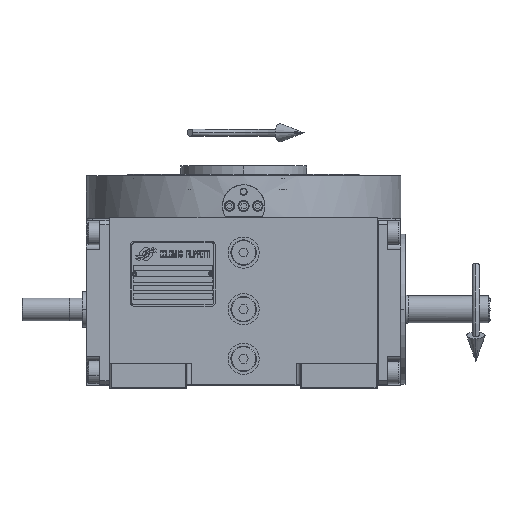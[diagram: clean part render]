
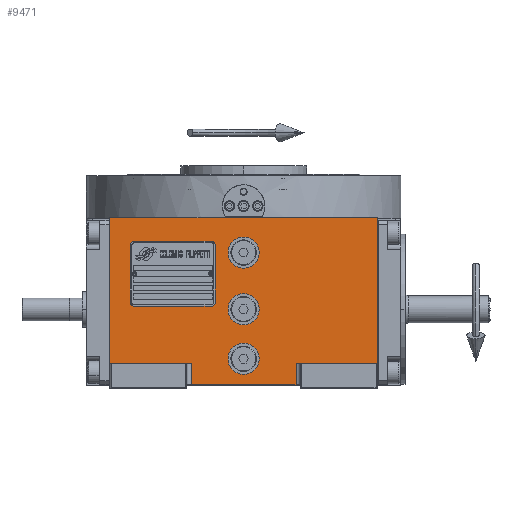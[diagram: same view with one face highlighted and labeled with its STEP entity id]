
A CAD part, top view. The second image highlights one B-rep face of the part: STEP entity #9471.
In plain terms, the highlighted planar face has unit normal (0, 0, 1).
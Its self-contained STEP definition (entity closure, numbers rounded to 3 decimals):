
#366 = VECTOR ( 'NONE', #1617, 1000. ) ;
#912 = AXIS2_PLACEMENT_3D ( 'NONE', #62476, #9011, #30422 ) ;
#1040 = VERTEX_POINT ( 'NONE', #14474 ) ;
#1617 = DIRECTION ( 'NONE',  ( 1., 0., 0. ) ) ;
#2176 = ORIENTED_EDGE ( 'NONE', *, *, #59594, .F. ) ;
#3043 = VERTEX_POINT ( 'NONE', #6615 ) ;
#3471 = EDGE_LOOP ( 'NONE', ( #2176, #63264 ) ) ;
#3533 = DIRECTION ( 'NONE',  ( 0., -1., 0. ) ) ;
#4482 = VECTOR ( 'NONE', #3533, 1000. ) ;
#5332 = EDGE_CURVE ( 'NONE', #9308, #67769, #39079, .T. ) ;
#6008 = DIRECTION ( 'NONE',  ( 0., 0., 1. ) ) ;
#6124 = FACE_BOUND ( 'NONE', #24945, .T. ) ;
#6520 = LINE ( 'NONE', #49419, #64514 ) ;
#6615 = CARTESIAN_POINT ( 'NONE',  ( 37., -38.5, 163.5 ) ) ;
#6711 = ORIENTED_EDGE ( 'NONE', *, *, #53663, .F. ) ;
#7172 = CARTESIAN_POINT ( 'NONE',  ( 0., 0., 163.5 ) ) ;
#8108 = ORIENTED_EDGE ( 'NONE', *, *, #66147, .F. ) ;
#8185 = ORIENTED_EDGE ( 'NONE', *, *, #26656, .F. ) ;
#8672 = EDGE_LOOP ( 'NONE', ( #54780, #8108, #32382, #60511, #24442, #8185, #55717, #48393 ) ) ;
#9011 = DIRECTION ( 'NONE',  ( 0., 0., 1. ) ) ;
#9308 = VERTEX_POINT ( 'NONE', #9978 ) ;
#9471 = ADVANCED_FACE ( 'NONE', ( #6124, #42670, #38060, #53921 ), #44094, .T. ) ;
#9678 = EDGE_CURVE ( 'NONE', #64071, #1040, #40735, .T. ) ;
#9978 = CARTESIAN_POINT ( 'NONE',  ( 11., -35., 163.5 ) ) ;
#10903 = CARTESIAN_POINT ( 'NONE',  ( 0., 0., 163.5 ) ) ;
#11425 = LINE ( 'NONE', #22649, #366 ) ;
#11634 = CARTESIAN_POINT ( 'NONE',  ( 0., 40., 163.5 ) ) ;
#12193 = EDGE_LOOP ( 'NONE', ( #53390, #6711 ) ) ;
#12201 = CARTESIAN_POINT ( 'NONE',  ( -37., -53.5, 163.5 ) ) ;
#12730 = CARTESIAN_POINT ( 'NONE',  ( 94.5, 64.5, 163.5 ) ) ;
#12769 = CIRCLE ( 'NONE', #19492, 11. ) ;
#14474 = CARTESIAN_POINT ( 'NONE',  ( 11., 0., 163.5 ) ) ;
#15781 = VERTEX_POINT ( 'NONE', #51221 ) ;
#15873 = CIRCLE ( 'NONE', #57443, 11. ) ;
#16450 = DIRECTION ( 'NONE',  ( -1., 0., 0. ) ) ;
#17156 = DIRECTION ( 'NONE',  ( 0., 0., 1. ) ) ;
#17604 = DIRECTION ( 'NONE',  ( 0., 0., 1. ) ) ;
#17734 = CARTESIAN_POINT ( 'NONE',  ( -37., -38.5, 163.5 ) ) ;
#19492 = AXIS2_PLACEMENT_3D ( 'NONE', #24304, #61966, #66919 ) ;
#19578 = VERTEX_POINT ( 'NONE', #12730 ) ;
#21572 = DIRECTION ( 'NONE',  ( 0., 0., 1. ) ) ;
#22449 = DIRECTION ( 'NONE',  ( 0., 1., 0. ) ) ;
#22649 = CARTESIAN_POINT ( 'NONE',  ( -94.5, 64.5, 163.5 ) ) ;
#24304 = CARTESIAN_POINT ( 'NONE',  ( 0., -35., 163.5 ) ) ;
#24442 = ORIENTED_EDGE ( 'NONE', *, *, #28732, .F. ) ;
#24782 = LINE ( 'NONE', #67395, #31971 ) ;
#24945 = EDGE_LOOP ( 'NONE', ( #60027, #50094 ) ) ;
#24989 = AXIS2_PLACEMENT_3D ( 'NONE', #7172, #50401, #28575 ) ;
#25447 = DIRECTION ( 'NONE',  ( 0., 1., 0. ) ) ;
#26095 = LINE ( 'NONE', #53868, #27901 ) ;
#26656 = EDGE_CURVE ( 'NONE', #40304, #52621, #44303, .T. ) ;
#26678 = AXIS2_PLACEMENT_3D ( 'NONE', #11634, #17604, #48931 ) ;
#27901 = VECTOR ( 'NONE', #63752, 1000. ) ;
#28575 = DIRECTION ( 'NONE',  ( -1., 0., 0. ) ) ;
#28732 = EDGE_CURVE ( 'NONE', #52621, #19578, #11425, .T. ) ;
#28831 = LINE ( 'NONE', #29880, #36809 ) ;
#29880 = CARTESIAN_POINT ( 'NONE',  ( -94.5, -38.5, 163.5 ) ) ;
#30027 = CARTESIAN_POINT ( 'NONE',  ( -37., -53.5, 163.5 ) ) ;
#30422 = DIRECTION ( 'NONE',  ( 1., 0., 0. ) ) ;
#31971 = VECTOR ( 'NONE', #61412, 1000. ) ;
#32382 = ORIENTED_EDGE ( 'NONE', *, *, #36305, .T. ) ;
#32740 = EDGE_CURVE ( 'NONE', #60308, #65650, #24782, .T. ) ;
#33100 = CARTESIAN_POINT ( 'NONE',  ( -11., 40., 163.5 ) ) ;
#33538 = EDGE_CURVE ( 'NONE', #40304, #42730, #28831, .T. ) ;
#34125 = DIRECTION ( 'NONE',  ( 1., 0., 0. ) ) ;
#36305 = EDGE_CURVE ( 'NONE', #3043, #39831, #26095, .T. ) ;
#36321 = CARTESIAN_POINT ( 'NONE',  ( -11., 0., 163.5 ) ) ;
#36517 = VERTEX_POINT ( 'NONE', #33100 ) ;
#36809 = VECTOR ( 'NONE', #34125, 1000. ) ;
#38060 = FACE_BOUND ( 'NONE', #3471, .T. ) ;
#38204 = DIRECTION ( 'NONE',  ( 0., 1., 0. ) ) ;
#38297 = DIRECTION ( 'NONE',  ( 1., 0., 0. ) ) ;
#39079 = CIRCLE ( 'NONE', #912, 11. ) ;
#39831 = VERTEX_POINT ( 'NONE', #65914 ) ;
#40304 = VERTEX_POINT ( 'NONE', #60184 ) ;
#40707 = CARTESIAN_POINT ( 'NONE',  ( -11., -35., 163.5 ) ) ;
#40735 = CIRCLE ( 'NONE', #24989, 11. ) ;
#41681 = AXIS2_PLACEMENT_3D ( 'NONE', #10903, #6008, #38297 ) ;
#42482 = LINE ( 'NONE', #51683, #4482 ) ;
#42670 = FACE_BOUND ( 'NONE', #12193, .T. ) ;
#42730 = VERTEX_POINT ( 'NONE', #17734 ) ;
#42983 = AXIS2_PLACEMENT_3D ( 'NONE', #69436, #21572, #64141 ) ;
#44028 = EDGE_CURVE ( 'NONE', #39831, #19578, #6520, .T. ) ;
#44094 = PLANE ( 'NONE',  #42983 ) ;
#44303 = LINE ( 'NONE', #60445, #47088 ) ;
#46978 = CIRCLE ( 'NONE', #26678, 11. ) ;
#47088 = VECTOR ( 'NONE', #22449, 1000. ) ;
#48393 = ORIENTED_EDGE ( 'NONE', *, *, #56991, .F. ) ;
#48931 = DIRECTION ( 'NONE',  ( 1., 0., 0. ) ) ;
#49419 = CARTESIAN_POINT ( 'NONE',  ( 94.5, -38.5, 163.5 ) ) ;
#49558 = EDGE_CURVE ( 'NONE', #1040, #64071, #54019, .T. ) ;
#49944 = EDGE_CURVE ( 'NONE', #36517, #15781, #15873, .T. ) ;
#50094 = ORIENTED_EDGE ( 'NONE', *, *, #9678, .F. ) ;
#50401 = DIRECTION ( 'NONE',  ( 0., 0., 1. ) ) ;
#51221 = CARTESIAN_POINT ( 'NONE',  ( 11., 40., 163.5 ) ) ;
#51683 = CARTESIAN_POINT ( 'NONE',  ( 37., -38.5, 163.5 ) ) ;
#52621 = VERTEX_POINT ( 'NONE', #57579 ) ;
#52782 = CARTESIAN_POINT ( 'NONE',  ( 37., -53.5, 163.5 ) ) ;
#53390 = ORIENTED_EDGE ( 'NONE', *, *, #5332, .F. ) ;
#53663 = EDGE_CURVE ( 'NONE', #67769, #9308, #12769, .T. ) ;
#53868 = CARTESIAN_POINT ( 'NONE',  ( 37., -38.5, 163.5 ) ) ;
#53921 = FACE_OUTER_BOUND ( 'NONE', #8672, .T. ) ;
#54019 = CIRCLE ( 'NONE', #41681, 11. ) ;
#54780 = ORIENTED_EDGE ( 'NONE', *, *, #32740, .T. ) ;
#55717 = ORIENTED_EDGE ( 'NONE', *, *, #33538, .T. ) ;
#56991 = EDGE_CURVE ( 'NONE', #60308, #42730, #65334, .T. ) ;
#57443 = AXIS2_PLACEMENT_3D ( 'NONE', #58998, #17156, #16450 ) ;
#57579 = CARTESIAN_POINT ( 'NONE',  ( -94.5, 64.5, 163.5 ) ) ;
#57981 = VECTOR ( 'NONE', #38204, 1000. ) ;
#58998 = CARTESIAN_POINT ( 'NONE',  ( 0., 40., 163.5 ) ) ;
#59594 = EDGE_CURVE ( 'NONE', #15781, #36517, #46978, .T. ) ;
#60027 = ORIENTED_EDGE ( 'NONE', *, *, #49558, .F. ) ;
#60184 = CARTESIAN_POINT ( 'NONE',  ( -94.5, -38.5, 163.5 ) ) ;
#60308 = VERTEX_POINT ( 'NONE', #30027 ) ;
#60445 = CARTESIAN_POINT ( 'NONE',  ( -94.5, -38.5, 163.5 ) ) ;
#60511 = ORIENTED_EDGE ( 'NONE', *, *, #44028, .T. ) ;
#61412 = DIRECTION ( 'NONE',  ( 1., 0., 0. ) ) ;
#61966 = DIRECTION ( 'NONE',  ( 0., 0., 1. ) ) ;
#62476 = CARTESIAN_POINT ( 'NONE',  ( 0., -35., 163.5 ) ) ;
#63264 = ORIENTED_EDGE ( 'NONE', *, *, #49944, .F. ) ;
#63752 = DIRECTION ( 'NONE',  ( 1., 0., 0. ) ) ;
#64071 = VERTEX_POINT ( 'NONE', #36321 ) ;
#64141 = DIRECTION ( 'NONE',  ( 1., 0., 0. ) ) ;
#64514 = VECTOR ( 'NONE', #25447, 1000. ) ;
#65334 = LINE ( 'NONE', #12201, #57981 ) ;
#65650 = VERTEX_POINT ( 'NONE', #52782 ) ;
#65914 = CARTESIAN_POINT ( 'NONE',  ( 94.5, -38.5, 163.5 ) ) ;
#66147 = EDGE_CURVE ( 'NONE', #3043, #65650, #42482, .T. ) ;
#66919 = DIRECTION ( 'NONE',  ( -1., 0., 0. ) ) ;
#67395 = CARTESIAN_POINT ( 'NONE',  ( -37., -53.5, 163.5 ) ) ;
#67769 = VERTEX_POINT ( 'NONE', #40707 ) ;
#69436 = CARTESIAN_POINT ( 'NONE',  ( -94.5, -53.5, 163.5 ) ) ;
